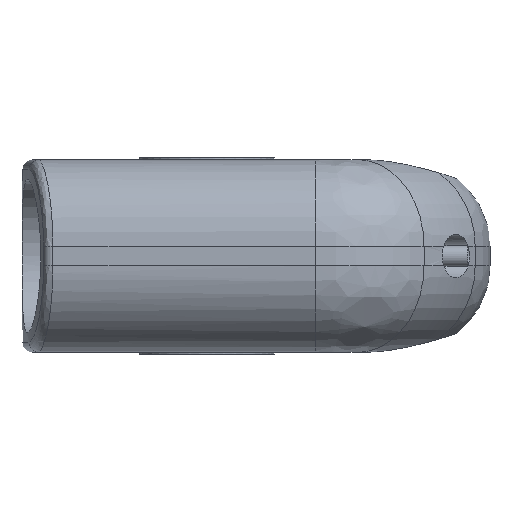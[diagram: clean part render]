
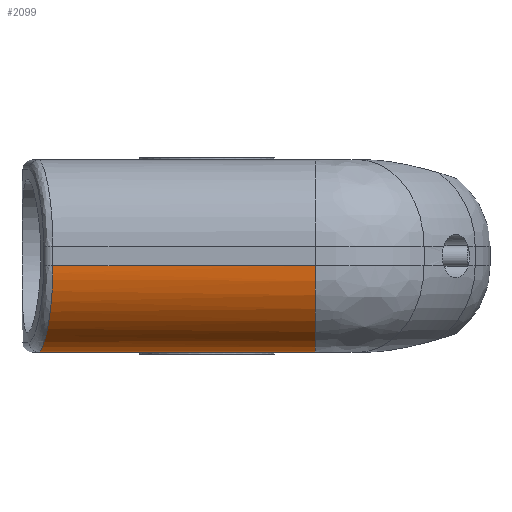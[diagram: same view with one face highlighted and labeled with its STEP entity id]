
A CAD part, left-side view. The second image highlights one B-rep face of the part: STEP entity #2099.
In plain terms, the highlighted cylindrical face has radius 19.8 mm (diameter 39.6 mm), a partial arc.
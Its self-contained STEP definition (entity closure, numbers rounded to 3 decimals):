
#143=LINE('',#4168,#273);
#146=LINE('',#4174,#276);
#273=VECTOR('',#2928,60.031);
#276=VECTOR('',#2933,63.322);
#328=B_SPLINE_CURVE_WITH_KNOTS('',3,(#4149,#4150,#4151,#4152,#4153,#4154,
#4155),.UNSPECIFIED.,.F.,.F.,(4,1,1,1,4),(-2.787,-1.991,
-1.194,-0.796,0.),
 .UNSPECIFIED.);
#540=FACE_OUTER_BOUND('',#692,.T.);
#692=EDGE_LOOP('',(#1751,#1752,#1753,#1754));
#835=CIRCLE('',#2340,19.8);
#1035=VERTEX_POINT('',#4107);
#1037=VERTEX_POINT('',#4147);
#1038=VERTEX_POINT('',#4167);
#1040=VERTEX_POINT('',#4173);
#1313=EDGE_CURVE('',#1037,#1035,#328,.T.);
#1317=EDGE_CURVE('',#1038,#1035,#143,.T.);
#1320=EDGE_CURVE('',#1037,#1040,#146,.T.);
#1321=EDGE_CURVE('',#1038,#1040,#835,.T.);
#1751=ORIENTED_EDGE('',*,*,#1313,.F.);
#1752=ORIENTED_EDGE('',*,*,#1320,.T.);
#1753=ORIENTED_EDGE('',*,*,#1321,.F.);
#1754=ORIENTED_EDGE('',*,*,#1317,.T.);
#1976=CYLINDRICAL_SURFACE('',#2339,19.8);
#2099=ADVANCED_FACE('',(#540),#1976,.T.);
#2339=AXIS2_PLACEMENT_3D('',#4172,#2931,#2932);
#2340=AXIS2_PLACEMENT_3D('',#4175,#2934,#2935);
#2928=DIRECTION('',(0.,1.,0.));
#2931=DIRECTION('center_axis',(0.,1.,0.));
#2932=DIRECTION('ref_axis',(-0.707,0.,-0.707));
#2933=DIRECTION('',(0.,-1.,0.));
#2934=DIRECTION('center_axis',(0.,-1.,0.));
#2935=DIRECTION('ref_axis',(-1.,0.,0.));
#4107=CARTESIAN_POINT('',(-44.,79.273,-2.2));
#4147=CARTESIAN_POINT('',(-24.2,82.564,-22.));
#4149=CARTESIAN_POINT('Ctrl Pts',(-24.2,82.564,-22.));
#4150=CARTESIAN_POINT('Ctrl Pts',(-27.159,82.206,-22.));
#4151=CARTESIAN_POINT('Ctrl Pts',(-33.054,81.367,-20.655));
#4152=CARTESIAN_POINT('Ctrl Pts',(-38.971,80.295,-15.962));
#4153=CARTESIAN_POINT('Ctrl Pts',(-42.963,79.498,-9.657));
#4154=CARTESIAN_POINT('Ctrl Pts',(-44.,79.273,-5.186));
#4155=CARTESIAN_POINT('Ctrl Pts',(-44.,79.273,-2.2));
#4167=CARTESIAN_POINT('',(-44.,19.242,-2.2));
#4168=CARTESIAN_POINT('',(-44.,59.369,-2.2));
#4172=CARTESIAN_POINT('Origin',(-24.2,59.369,-2.2));
#4173=CARTESIAN_POINT('',(-24.2,19.242,-22.));
#4174=CARTESIAN_POINT('',(-24.2,59.369,-22.));
#4175=CARTESIAN_POINT('Origin',(-24.2,19.242,-2.2));
